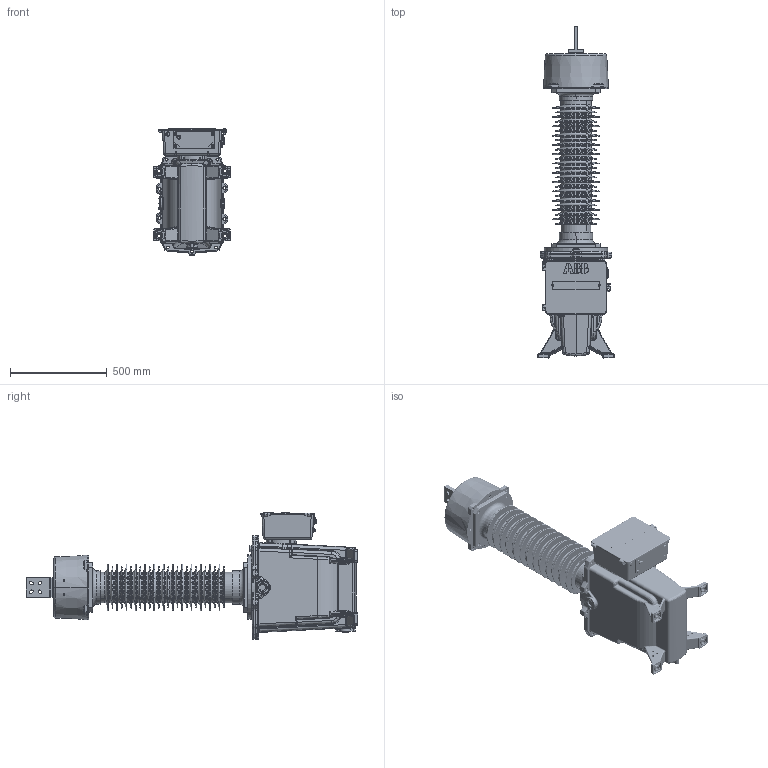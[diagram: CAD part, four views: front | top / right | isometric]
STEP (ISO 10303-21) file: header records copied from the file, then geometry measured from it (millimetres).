
FILE_DESCRIPTION((''),'2;1');
FILE_NAME('1HSE220062-924_SW0001','2016-11-02T',('sebjsjo1'),('ABB Technology Ltd.'),'PRO/ENGINEER BY PARAMETRIC TECHNOLOGY CORPORATION, 2015110','PRO/ENGINEER BY PARAMETRIC TECHNOLOGY CORPORATION, 2015110','');
FILE_SCHEMA(('CONFIG_CONTROL_DESIGN'));
Length unit declared in the file: millimetre
Products named in the file (1): 1HSE220062-924_SW0001
Bounding box: 395 x 1713 x 653.16 mm (x, y, z)
Surface area: 5379960.9 mm2 (no closed solid volume)
Topology: 0 solids, 180 shells, 3661 faces, 12210 edges, 8536 vertices
Faces by surface type: cylinder 1247, plane 887, bspline 702, torus 399, cone 271, sphere 155
Entity records: 167096 total; most frequent: CARTESIAN_POINT 68290, ORIENTED_EDGE 19773, DIRECTION 19039, EDGE_CURVE 12174, VERTEX_POINT 8536, AXIS2_PLACEMENT_3D 6744, VECTOR 5551, LINE 5551
